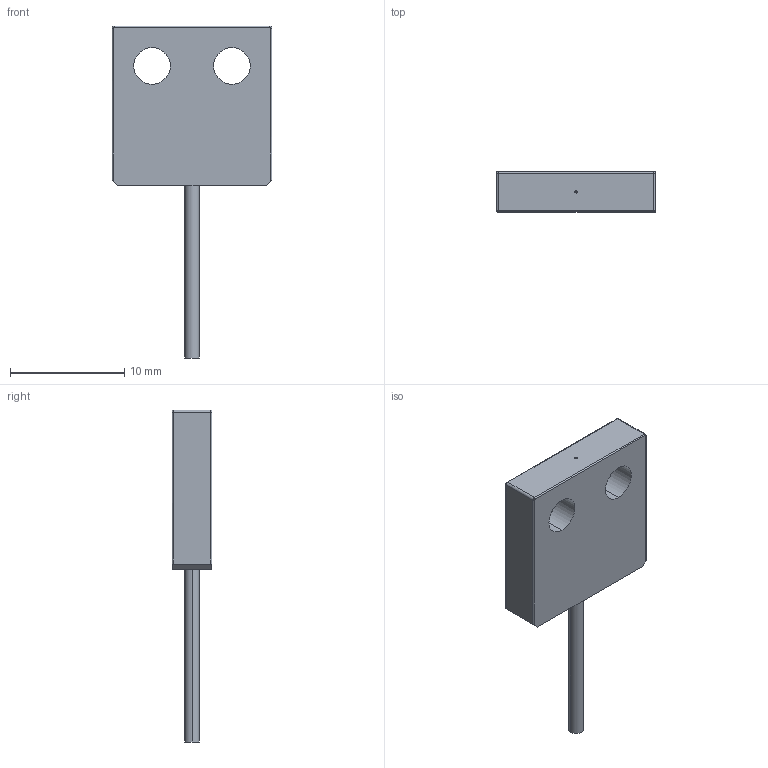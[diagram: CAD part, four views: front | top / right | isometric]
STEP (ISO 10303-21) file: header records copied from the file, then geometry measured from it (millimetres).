
FILE_DESCRIPTION (( 'STEP AP214' ), '1' );
FILE_NAME ('PT-F52UA.STEP', '2015-09-24T08:38:13', ( '' ), ( '' ), 'SwSTEP 2.0', 'SolidWorks 2013', '' );
FILE_SCHEMA (( 'AUTOMOTIVE_DESIGN' ));
Length unit declared in the file: millimetre
Products named in the file (1): PT-F52UA
Bounding box: 14 x 3.5 x 29.1 mm (x, y, z)
Volume: 627.6 mm3; surface area: 672.3 mm2
Topology: 1 solids, 1 shells, 40 faces, 90 edges, 56 vertices
Faces by surface type: cylinder 20, plane 12, cone 4, torus 4
Entity records: 1197 total; most frequent: DIRECTION 212, CARTESIAN_POINT 199, ORIENTED_EDGE 180, EDGE_CURVE 90, AXIS2_PLACEMENT_3D 85, VERTEX_POINT 56, EDGE_LOOP 48, CIRCLE 44
